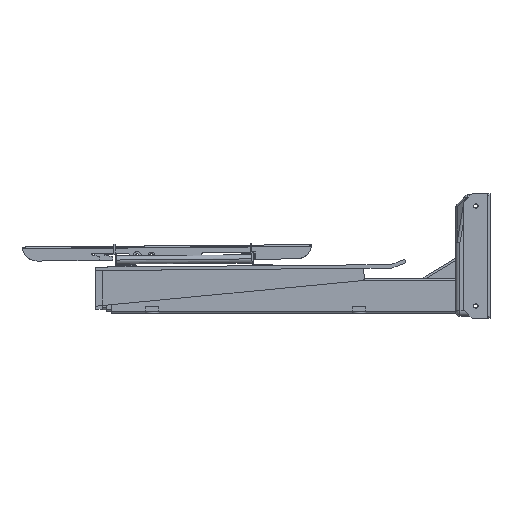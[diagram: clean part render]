
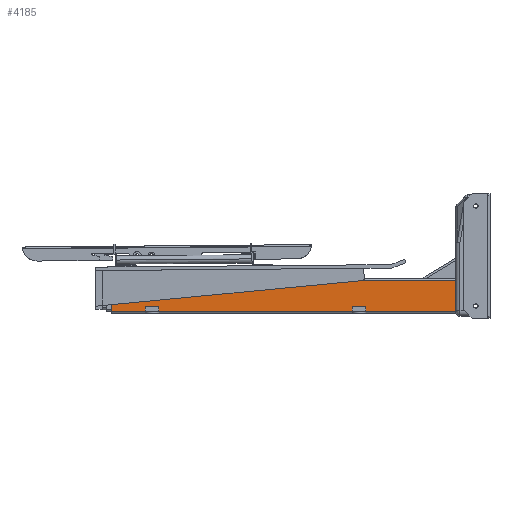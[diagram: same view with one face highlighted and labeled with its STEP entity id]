
A CAD part, left-side view. The second image highlights one B-rep face of the part: STEP entity #4185.
In plain terms, the highlighted planar face has unit normal (-1, 0, 0).
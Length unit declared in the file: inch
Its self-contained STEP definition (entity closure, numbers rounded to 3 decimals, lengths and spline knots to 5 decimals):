
#2170 = LINE ( 'NONE', #72972, #92937 ) ;
#2646 = CARTESIAN_POINT ( 'NONE',  ( -1.5748, 21.63386, 0.86614 ) ) ;
#2787 = CARTESIAN_POINT ( 'NONE',  ( -1.5748, 21.63386, -0.51181 ) ) ;
#3129 = DIRECTION ( 'NONE',  ( 0., 0., 1. ) ) ;
#3733 = ORIENTED_EDGE ( 'NONE', *, *, #65974, .T. ) ;
#3780 = FACE_BOUND ( 'NONE', #41154, .T. ) ;
#4185 = ADVANCED_FACE ( 'NONE', ( #3780, #84680 ), #39959, .F. ) ;
#5065 = EDGE_CURVE ( 'NONE', #71954, #20644, #91828, .T. ) ;
#5067 = EDGE_CURVE ( 'NONE', #85028, #41852, #58618, .T. ) ;
#5484 = LINE ( 'NONE', #61769, #75376 ) ;
#5806 = CIRCLE ( 'NONE', #47601, 0.07874 ) ;
#5993 = VERTEX_POINT ( 'NONE', #17670 ) ;
#6813 = VECTOR ( 'NONE', #38854, 39.37008 ) ;
#7330 = CARTESIAN_POINT ( 'NONE',  ( -1.5748, 18.89764, -0.72835 ) ) ;
#9112 = CARTESIAN_POINT ( 'NONE',  ( -1.5748, 1.94882, 0.86614 ) ) ;
#9160 = CARTESIAN_POINT ( 'NONE',  ( -1.5748, 21.63386, 0.98425 ) ) ;
#10502 = DIRECTION ( 'NONE',  ( 1., 0., 0. ) ) ;
#10581 = CARTESIAN_POINT ( 'NONE',  ( -1.5748, 18.89764, -0.59055 ) ) ;
#12443 = ORIENTED_EDGE ( 'NONE', *, *, #70786, .T. ) ;
#12481 = ORIENTED_EDGE ( 'NONE', *, *, #59482, .F. ) ;
#12737 = DIRECTION ( 'NONE',  ( 0., -1., 0. ) ) ;
#14999 = VECTOR ( 'NONE', #12737, 39.37008 ) ;
#15586 = CARTESIAN_POINT ( 'NONE',  ( -1.5748, 21.60433, -0.15748 ) ) ;
#16019 = DIRECTION ( 'NONE',  ( 1., 0., 0. ) ) ;
#16432 = VERTEX_POINT ( 'NONE', #71195 ) ;
#16897 = LINE ( 'NONE', #2787, #63414 ) ;
#17160 = DIRECTION ( 'NONE',  ( 0., -1., 0. ) ) ;
#17670 = CARTESIAN_POINT ( 'NONE',  ( -1.5748, 21.63386, -0.15748 ) ) ;
#17739 = VERTEX_POINT ( 'NONE', #35238 ) ;
#20281 = CARTESIAN_POINT ( 'NONE',  ( -1.5748, 7.85433, 0.86614 ) ) ;
#20442 = ORIENTED_EDGE ( 'NONE', *, *, #37629, .T. ) ;
#20630 = VECTOR ( 'NONE', #17160, 39.37008 ) ;
#20644 = VERTEX_POINT ( 'NONE', #95423 ) ;
#21883 = EDGE_CURVE ( 'NONE', #20644, #71954, #5806, .T. ) ;
#22806 = EDGE_CURVE ( 'NONE', #70687, #61089, #37164, .T. ) ;
#23049 = DIRECTION ( 'NONE',  ( 0., 1., 0. ) ) ;
#23128 = CARTESIAN_POINT ( 'NONE',  ( -1.5748, 20.84646, 0. ) ) ;
#23673 = CARTESIAN_POINT ( 'NONE',  ( -1.5748, 21.60433, 0.15748 ) ) ;
#24103 = ORIENTED_EDGE ( 'NONE', *, *, #22806, .F. ) ;
#25292 = CARTESIAN_POINT ( 'NONE',  ( -1.5748, 19.68504, -0.86614 ) ) ;
#27600 = LINE ( 'NONE', #7330, #6813 ) ;
#27941 = EDGE_CURVE ( 'NONE', #83376, #85028, #27600, .T. ) ;
#28457 = DIRECTION ( 'NONE',  ( 0., 1., 0. ) ) ;
#28911 = CARTESIAN_POINT ( 'NONE',  ( -1.5748, 7.87402, -0.59055 ) ) ;
#31084 = ORIENTED_EDGE ( 'NONE', *, *, #54541, .T. ) ;
#32323 = DIRECTION ( 'NONE',  ( 0., -1., 0. ) ) ;
#33076 = CARTESIAN_POINT ( 'NONE',  ( -1.5748, 1.94882, 0.86614 ) ) ;
#33265 = CARTESIAN_POINT ( 'NONE',  ( -1.5748, 19.68504, -0.59055 ) ) ;
#35002 = EDGE_LOOP ( 'NONE', ( #79100, #12443, #85403, #88088, #95681, #95250, #12481, #31084, #70705, #72225, #78295, #3733, #24103, #70497, #80518, #20442 ) ) ;
#35238 = CARTESIAN_POINT ( 'NONE',  ( -1.5748, 21.5748, -0.15748 ) ) ;
#35307 = LINE ( 'NONE', #15586, #42712 ) ;
#37164 = LINE ( 'NONE', #41279, #59232 ) ;
#37629 = EDGE_CURVE ( 'NONE', #45703, #43455, #60243, .T. ) ;
#37803 = VECTOR ( 'NONE', #54652, 39.37008 ) ;
#38854 = DIRECTION ( 'NONE',  ( 0., 0., 1. ) ) ;
#39144 = DIRECTION ( 'NONE',  ( 0., -1., 0. ) ) ;
#39555 = LINE ( 'NONE', #9112, #78789 ) ;
#39959 = PLANE ( 'NONE',  #81285 ) ;
#40355 = LINE ( 'NONE', #98350, #48874 ) ;
#41154 = EDGE_LOOP ( 'NONE', ( #61564, #81367 ) ) ;
#41279 = CARTESIAN_POINT ( 'NONE',  ( -1.5748, 7.87402, -0.72835 ) ) ;
#41852 = VERTEX_POINT ( 'NONE', #33265 ) ;
#42175 = LINE ( 'NONE', #55677, #91270 ) ;
#42226 = CARTESIAN_POINT ( 'NONE',  ( -1.5748, 20.84646, 0.07874 ) ) ;
#42712 = VECTOR ( 'NONE', #23049, 39.37008 ) ;
#42850 = CARTESIAN_POINT ( 'NONE',  ( -1.5748, 7.08661, -0.86614 ) ) ;
#43455 = VERTEX_POINT ( 'NONE', #50083 ) ;
#43653 = VERTEX_POINT ( 'NONE', #46301 ) ;
#45703 = VERTEX_POINT ( 'NONE', #42850 ) ;
#46231 = CARTESIAN_POINT ( 'NONE',  ( -1.5748, 20.84646, 0. ) ) ;
#46301 = CARTESIAN_POINT ( 'NONE',  ( -1.5748, 7.08661, -0.59055 ) ) ;
#46828 = DIRECTION ( 'NONE',  ( 0., 1., 0. ) ) ;
#47601 = AXIS2_PLACEMENT_3D ( 'NONE', #46231, #61598, #100045 ) ;
#48874 = VECTOR ( 'NONE', #74671, 39.37008 ) ;
#49099 = DIRECTION ( 'NONE',  ( 0., 0., -1. ) ) ;
#50083 = CARTESIAN_POINT ( 'NONE',  ( -1.5748, 1.94882, -0.86614 ) ) ;
#50138 = EDGE_CURVE ( 'NONE', #17739, #5993, #35307, .T. ) ;
#50210 = CARTESIAN_POINT ( 'NONE',  ( -1.5748, 21.63386, 0.51181 ) ) ;
#51128 = VERTEX_POINT ( 'NONE', #33076 ) ;
#52683 = VERTEX_POINT ( 'NONE', #94419 ) ;
#54541 = EDGE_CURVE ( 'NONE', #52683, #74317, #84311, .T. ) ;
#54652 = DIRECTION ( 'NONE',  ( 0., 1., 0. ) ) ;
#55321 = CARTESIAN_POINT ( 'NONE',  ( -1.5748, 19.29134, -0.59055 ) ) ;
#55456 = EDGE_CURVE ( 'NONE', #45703, #43653, #5484, .T. ) ;
#55677 = CARTESIAN_POINT ( 'NONE',  ( -1.5748, 19.68504, -0.72835 ) ) ;
#58618 = LINE ( 'NONE', #55321, #37803 ) ;
#58714 = VECTOR ( 'NONE', #89994, 39.37008 ) ;
#59232 = VECTOR ( 'NONE', #49099, 39.37008 ) ;
#59371 = DIRECTION ( 'NONE',  ( 0., 0., -1. ) ) ;
#59482 = EDGE_CURVE ( 'NONE', #52683, #5993, #16897, .T. ) ;
#60243 = LINE ( 'NONE', #65808, #14999 ) ;
#61089 = VERTEX_POINT ( 'NONE', #84623 ) ;
#61564 = ORIENTED_EDGE ( 'NONE', *, *, #21883, .T. ) ;
#61598 = DIRECTION ( 'NONE',  ( 1., 0., 0. ) ) ;
#61769 = CARTESIAN_POINT ( 'NONE',  ( -1.5748, 7.08661, -0.72835 ) ) ;
#62357 = LINE ( 'NONE', #50210, #58714 ) ;
#63283 = LINE ( 'NONE', #20281, #96363 ) ;
#63414 = VECTOR ( 'NONE', #3129, 39.37008 ) ;
#65077 = DIRECTION ( 'NONE',  ( 0., -1., 0. ) ) ;
#65808 = CARTESIAN_POINT ( 'NONE',  ( -1.5748, 0.58071, -0.86614 ) ) ;
#65974 = EDGE_CURVE ( 'NONE', #83376, #61089, #2170, .T. ) ;
#70497 = ORIENTED_EDGE ( 'NONE', *, *, #91974, .F. ) ;
#70687 = VERTEX_POINT ( 'NONE', #28911 ) ;
#70705 = ORIENTED_EDGE ( 'NONE', *, *, #87676, .F. ) ;
#70786 = EDGE_CURVE ( 'NONE', #51128, #91048, #63283, .T. ) ;
#71195 = CARTESIAN_POINT ( 'NONE',  ( -1.5748, 21.63386, 0.15748 ) ) ;
#71563 = VERTEX_POINT ( 'NONE', #75874 ) ;
#71954 = VERTEX_POINT ( 'NONE', #42226 ) ;
#72225 = ORIENTED_EDGE ( 'NONE', *, *, #5067, .F. ) ;
#72972 = CARTESIAN_POINT ( 'NONE',  ( -1.5748, 13.38583, -0.86614 ) ) ;
#74317 = VERTEX_POINT ( 'NONE', #25292 ) ;
#74671 = DIRECTION ( 'NONE',  ( 0., 1., 0. ) ) ;
#75376 = VECTOR ( 'NONE', #101556, 39.37008 ) ;
#75874 = CARTESIAN_POINT ( 'NONE',  ( -1.5748, 21.5748, 0.15748 ) ) ;
#78295 = ORIENTED_EDGE ( 'NONE', *, *, #27941, .F. ) ;
#78779 = CARTESIAN_POINT ( 'NONE',  ( -1.5748, 20.65945, -0.86614 ) ) ;
#78789 = VECTOR ( 'NONE', #87214, 39.37008 ) ;
#79100 = ORIENTED_EDGE ( 'NONE', *, *, #93626, .F. ) ;
#79386 = VECTOR ( 'NONE', #39144, 39.37008 ) ;
#80518 = ORIENTED_EDGE ( 'NONE', *, *, #55456, .F. ) ;
#81285 = AXIS2_PLACEMENT_3D ( 'NONE', #9160, #16019, #46828 ) ;
#81367 = ORIENTED_EDGE ( 'NONE', *, *, #5065, .T. ) ;
#83376 = VERTEX_POINT ( 'NONE', #90512 ) ;
#84311 = LINE ( 'NONE', #78779, #20630 ) ;
#84623 = CARTESIAN_POINT ( 'NONE',  ( -1.5748, 7.87402, -0.86614 ) ) ;
#84645 = VECTOR ( 'NONE', #59371, 39.37008 ) ;
#84680 = FACE_OUTER_BOUND ( 'NONE', #35002, .T. ) ;
#85028 = VERTEX_POINT ( 'NONE', #10581 ) ;
#85403 = ORIENTED_EDGE ( 'NONE', *, *, #96608, .F. ) ;
#86116 = AXIS2_PLACEMENT_3D ( 'NONE', #23128, #10502, #32323 ) ;
#87214 = DIRECTION ( 'NONE',  ( 0., 0., -1. ) ) ;
#87268 = DIRECTION ( 'NONE',  ( 0., 0., -1. ) ) ;
#87676 = EDGE_CURVE ( 'NONE', #41852, #74317, #42175, .T. ) ;
#88088 = ORIENTED_EDGE ( 'NONE', *, *, #94067, .T. ) ;
#89584 = LINE ( 'NONE', #97442, #84645 ) ;
#89994 = DIRECTION ( 'NONE',  ( 0., 0., 1. ) ) ;
#90512 = CARTESIAN_POINT ( 'NONE',  ( -1.5748, 18.89764, -0.86614 ) ) ;
#91048 = VERTEX_POINT ( 'NONE', #2646 ) ;
#91270 = VECTOR ( 'NONE', #87268, 39.37008 ) ;
#91572 = EDGE_CURVE ( 'NONE', #71563, #17739, #89584, .T. ) ;
#91828 = CIRCLE ( 'NONE', #86116, 0.07874 ) ;
#91974 = EDGE_CURVE ( 'NONE', #43653, #70687, #40355, .T. ) ;
#92937 = VECTOR ( 'NONE', #65077, 39.37008 ) ;
#93626 = EDGE_CURVE ( 'NONE', #51128, #43455, #39555, .T. ) ;
#94067 = EDGE_CURVE ( 'NONE', #16432, #71563, #99064, .T. ) ;
#94419 = CARTESIAN_POINT ( 'NONE',  ( -1.5748, 21.63386, -0.86614 ) ) ;
#95250 = ORIENTED_EDGE ( 'NONE', *, *, #50138, .T. ) ;
#95423 = CARTESIAN_POINT ( 'NONE',  ( -1.5748, 20.84646, -0.07874 ) ) ;
#95681 = ORIENTED_EDGE ( 'NONE', *, *, #91572, .T. ) ;
#96363 = VECTOR ( 'NONE', #28457, 39.37008 ) ;
#96608 = EDGE_CURVE ( 'NONE', #16432, #91048, #62357, .T. ) ;
#97442 = CARTESIAN_POINT ( 'NONE',  ( -1.5748, 21.5748, 0. ) ) ;
#98350 = CARTESIAN_POINT ( 'NONE',  ( -1.5748, 7.48031, -0.59055 ) ) ;
#99064 = LINE ( 'NONE', #23673, #79386 ) ;
#100045 = DIRECTION ( 'NONE',  ( 0., -1., 0. ) ) ;
#101556 = DIRECTION ( 'NONE',  ( 0., 0., 1. ) ) ;
